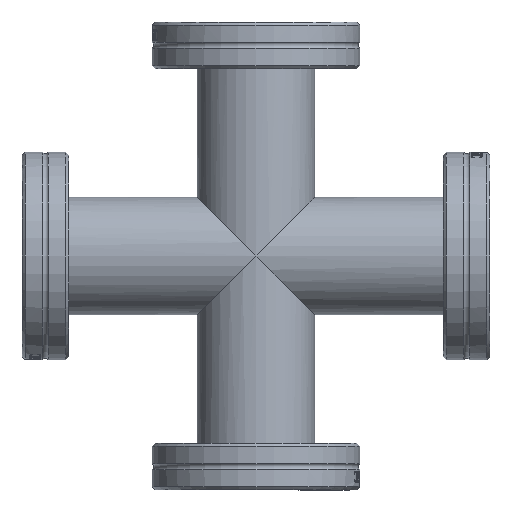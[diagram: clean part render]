
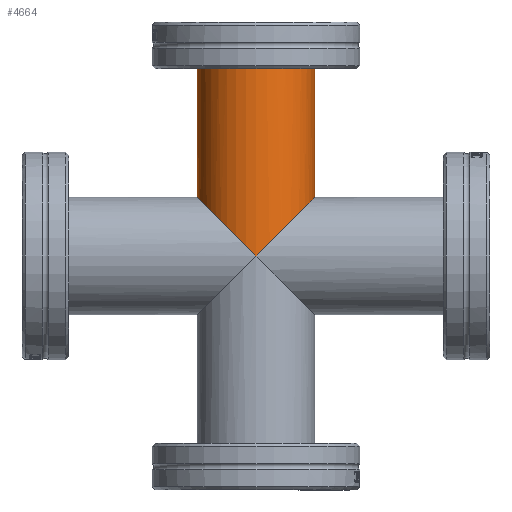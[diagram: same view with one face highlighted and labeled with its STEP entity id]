
A CAD part, left-side view. The second image highlights one B-rep face of the part: STEP entity #4664.
In plain terms, the highlighted cylindrical face has radius 9.55 mm (diameter 19.1 mm), a full revolution.
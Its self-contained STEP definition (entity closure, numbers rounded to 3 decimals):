
#420=CIRCLE('',#5039,9.55);
#627=CYLINDRICAL_SURFACE('',#5038,9.55);
#675=FACE_OUTER_BOUND('',#941,.T.);
#941=EDGE_LOOP('',(#3114,#3115,#3116,#3117,#3118,#3119));
#1254=LINE('',#6725,#1539);
#1539=VECTOR('',#5520,9.55);
#1821=ELLIPSE('',#5029,13.506,9.55);
#1824=ELLIPSE('',#5032,13.506,9.55);
#1825=ELLIPSE('',#5034,13.506,9.55);
#1877=VERTEX_POINT('',#6703);
#1878=VERTEX_POINT('',#6704);
#1882=VERTEX_POINT('',#6712);
#1884=VERTEX_POINT('',#6723);
#2366=EDGE_CURVE('',#1877,#1878,#1821,.T.);
#2371=EDGE_CURVE('',#1878,#1882,#1824,.T.);
#2372=EDGE_CURVE('',#1882,#1877,#1825,.T.);
#2376=EDGE_CURVE('',#1884,#1884,#420,.T.);
#2377=EDGE_CURVE('',#1884,#1878,#1254,.T.);
#3114=ORIENTED_EDGE('',*,*,#2376,.F.);
#3115=ORIENTED_EDGE('',*,*,#2377,.T.);
#3116=ORIENTED_EDGE('',*,*,#2371,.T.);
#3117=ORIENTED_EDGE('',*,*,#2372,.T.);
#3118=ORIENTED_EDGE('',*,*,#2366,.T.);
#3119=ORIENTED_EDGE('',*,*,#2377,.F.);
#4664=ADVANCED_FACE('',(#675),#627,.T.);
#5029=AXIS2_PLACEMENT_3D('',#6705,#5495,#5496);
#5032=AXIS2_PLACEMENT_3D('',#6714,#5503,#5504);
#5034=AXIS2_PLACEMENT_3D('',#6716,#5507,#5508);
#5038=AXIS2_PLACEMENT_3D('',#6722,#5516,#5517);
#5039=AXIS2_PLACEMENT_3D('',#6724,#5518,#5519);
#5495=DIRECTION('center_axis',(-0.707,0.,
0.707));
#5496=DIRECTION('ref_axis',(-0.707,0.,-0.707));
#5503=DIRECTION('center_axis',(-0.707,0.,
0.707));
#5504=DIRECTION('ref_axis',(-0.707,0.,-0.707));
#5507=DIRECTION('center_axis',(0.707,0.,0.707));
#5508=DIRECTION('ref_axis',(-0.707,0.,0.707));
#5516=DIRECTION('center_axis',(0.,0.,1.));
#5517=DIRECTION('ref_axis',(-1.,0.,0.));
#5518=DIRECTION('center_axis',(0.,0.,1.));
#5519=DIRECTION('ref_axis',(-1.,0.,0.));
#5520=DIRECTION('',(0.,0.,-1.));
#6703=CARTESIAN_POINT('',(0.,-9.55,0.));
#6704=CARTESIAN_POINT('',(9.55,0.,9.55));
#6705=CARTESIAN_POINT('Origin',(0.,0.,0.));
#6712=CARTESIAN_POINT('',(0.,9.55,0.));
#6714=CARTESIAN_POINT('Origin',(0.,0.,0.));
#6716=CARTESIAN_POINT('Origin',(0.,0.,0.));
#6722=CARTESIAN_POINT('Origin',(0.,0.,0.));
#6723=CARTESIAN_POINT('',(9.55,0.,33.7));
#6724=CARTESIAN_POINT('Origin',(0.,0.,33.7));
#6725=CARTESIAN_POINT('',(9.55,0.,0.));
